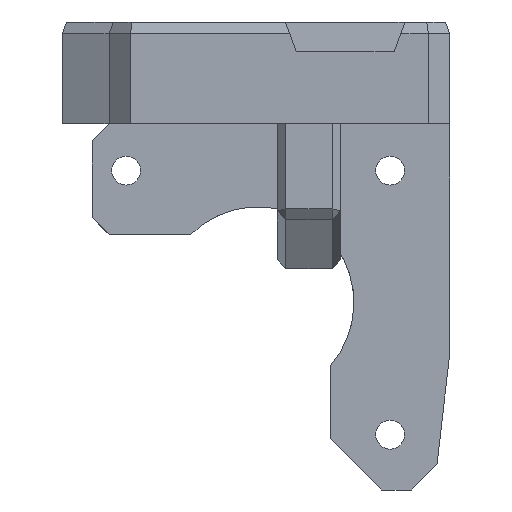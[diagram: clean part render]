
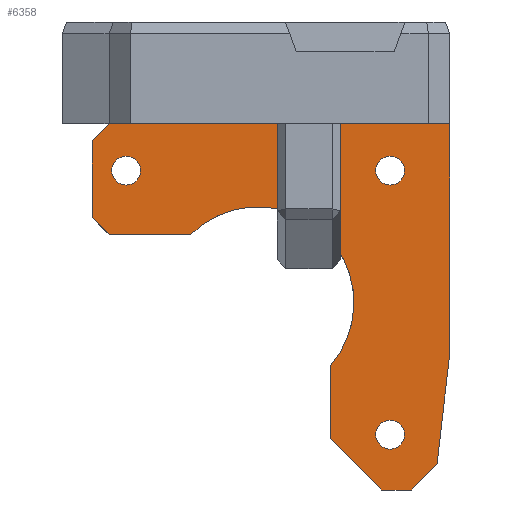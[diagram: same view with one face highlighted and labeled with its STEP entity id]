
A CAD part, left-side view. The second image highlights one B-rep face of the part: STEP entity #6358.
In plain terms, the highlighted planar face has unit normal (-1, 0, 0).
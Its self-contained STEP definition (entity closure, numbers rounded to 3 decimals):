
#84=FACE_BOUND('',#2534,.T.);
#85=FACE_BOUND('',#2535,.T.);
#86=FACE_BOUND('',#2536,.T.);
#216=PLANE('',#6808);
#675=LINE('',#9618,#1449);
#678=LINE('',#9623,#1452);
#681=LINE('',#9629,#1455);
#689=LINE('',#9654,#1463);
#691=LINE('',#9658,#1465);
#694=LINE('',#9663,#1468);
#695=LINE('',#9665,#1469);
#697=LINE('',#9669,#1471);
#699=LINE('',#9673,#1473);
#700=LINE('',#9675,#1474);
#701=LINE('',#9677,#1475);
#1449=VECTOR('',#7650,10.);
#1452=VECTOR('',#7655,10.);
#1455=VECTOR('',#7660,10.);
#1463=VECTOR('',#7690,10.);
#1465=VECTOR('',#7694,10.);
#1468=VECTOR('',#7699,10.);
#1469=VECTOR('',#7702,10.);
#1471=VECTOR('',#7706,10.);
#1473=VECTOR('',#7710,10.);
#1474=VECTOR('',#7713,10.);
#1475=VECTOR('',#7716,10.);
#2147=FACE_OUTER_BOUND('',#2533,.T.);
#2533=EDGE_LOOP('',(#5040,#5041,#5042,#5043,#5044,#5045,#5046,#5047,#5048,
#5049,#5050,#5051));
#2534=EDGE_LOOP('',(#5052));
#2535=EDGE_LOOP('',(#5053));
#2536=EDGE_LOOP('',(#5054));
#2850=CIRCLE('',#6794,11.25);
#2851=CIRCLE('',#6796,1.7);
#2852=CIRCLE('',#6798,1.7);
#2853=CIRCLE('',#6800,1.7);
#2983=VERTEX_POINT('',#9017);
#3131=VERTEX_POINT('',#9615);
#3132=VERTEX_POINT('',#9617);
#3133=VERTEX_POINT('',#9621);
#3135=VERTEX_POINT('',#9627);
#3136=VERTEX_POINT('',#9635);
#3137=VERTEX_POINT('',#9637);
#3138=VERTEX_POINT('',#9641);
#3139=VERTEX_POINT('',#9645);
#3140=VERTEX_POINT('',#9649);
#3141=VERTEX_POINT('',#9653);
#3142=VERTEX_POINT('',#9657);
#3143=VERTEX_POINT('',#9661);
#3144=VERTEX_POINT('',#9667);
#3145=VERTEX_POINT('',#9671);
#3817=EDGE_CURVE('',#3131,#3132,#675,.T.);
#3820=EDGE_CURVE('',#3133,#3131,#678,.T.);
#3823=EDGE_CURVE('',#3135,#3133,#681,.T.);
#3828=EDGE_CURVE('',#3136,#3137,#2850,.T.);
#3830=EDGE_CURVE('',#3138,#3138,#2851,.T.);
#3832=EDGE_CURVE('',#3139,#3139,#2852,.T.);
#3834=EDGE_CURVE('',#3140,#3140,#2853,.T.);
#3836=EDGE_CURVE('',#3141,#2983,#689,.T.);
#3838=EDGE_CURVE('',#3142,#3141,#691,.T.);
#3841=EDGE_CURVE('',#3143,#3142,#694,.T.);
#3842=EDGE_CURVE('',#3137,#3143,#695,.T.);
#3844=EDGE_CURVE('',#3144,#3136,#697,.T.);
#3846=EDGE_CURVE('',#3145,#3144,#699,.T.);
#3847=EDGE_CURVE('',#3132,#3145,#700,.T.);
#3848=EDGE_CURVE('',#2983,#3135,#701,.T.);
#5040=ORIENTED_EDGE('',*,*,#3848,.F.);
#5041=ORIENTED_EDGE('',*,*,#3836,.F.);
#5042=ORIENTED_EDGE('',*,*,#3838,.F.);
#5043=ORIENTED_EDGE('',*,*,#3841,.F.);
#5044=ORIENTED_EDGE('',*,*,#3842,.F.);
#5045=ORIENTED_EDGE('',*,*,#3828,.F.);
#5046=ORIENTED_EDGE('',*,*,#3844,.F.);
#5047=ORIENTED_EDGE('',*,*,#3846,.F.);
#5048=ORIENTED_EDGE('',*,*,#3847,.F.);
#5049=ORIENTED_EDGE('',*,*,#3817,.F.);
#5050=ORIENTED_EDGE('',*,*,#3820,.F.);
#5051=ORIENTED_EDGE('',*,*,#3823,.F.);
#5052=ORIENTED_EDGE('',*,*,#3830,.T.);
#5053=ORIENTED_EDGE('',*,*,#3832,.T.);
#5054=ORIENTED_EDGE('',*,*,#3834,.T.);
#6358=ADVANCED_FACE('',(#2147,#84,#85,#86),#216,.F.);
#6794=AXIS2_PLACEMENT_3D('',#9638,#7670,#7671);
#6796=AXIS2_PLACEMENT_3D('',#9642,#7675,#7676);
#6798=AXIS2_PLACEMENT_3D('',#9646,#7680,#7681);
#6800=AXIS2_PLACEMENT_3D('',#9650,#7685,#7686);
#6808=AXIS2_PLACEMENT_3D('',#9676,#7714,#7715);
#7650=DIRECTION('',(0.,0.707,-0.707));
#7655=DIRECTION('',(0.,0.115,-0.993));
#7660=DIRECTION('',(0.,0.,-1.));
#7670=DIRECTION('center_axis',(-1.,0.,0.));
#7671=DIRECTION('ref_axis',(0.,-1.,0.));
#7675=DIRECTION('center_axis',(1.,0.,0.));
#7676=DIRECTION('ref_axis',(0.,-1.,0.));
#7680=DIRECTION('center_axis',(1.,0.,0.));
#7681=DIRECTION('ref_axis',(0.,-1.,0.));
#7685=DIRECTION('center_axis',(1.,0.,0.));
#7686=DIRECTION('ref_axis',(0.,-1.,0.));
#7690=DIRECTION('',(0.,-0.707,0.707));
#7694=DIRECTION('',(0.,0.,1.));
#7699=DIRECTION('',(0.,0.707,0.707));
#7702=DIRECTION('',(0.,1.,0.));
#7706=DIRECTION('',(0.,0.,1.));
#7710=DIRECTION('',(0.,0.707,0.707));
#7713=DIRECTION('',(0.,1.,0.));
#7714=DIRECTION('center_axis',(1.,0.,0.));
#7715=DIRECTION('ref_axis',(0.,0.,-1.));
#7716=DIRECTION('',(0.,-1.,0.));
#9017=CARTESIAN_POINT('',(50.,-0.5,0.));
#9615=CARTESIAN_POINT('',(50.,-39.,-40.));
#9617=CARTESIAN_POINT('',(50.,-36.,-43.));
#9618=CARTESIAN_POINT('',(50.,-39.,-40.));
#9621=CARTESIAN_POINT('',(50.,-40.5,-27.));
#9623=CARTESIAN_POINT('',(50.,-40.5,-27.));
#9627=CARTESIAN_POINT('',(50.,-40.5,0.));
#9629=CARTESIAN_POINT('',(50.,-40.5,0.));
#9635=CARTESIAN_POINT('',(50.,-26.5,-28.37));
#9637=CARTESIAN_POINT('',(50.,-10.09,-13.));
#9638=CARTESIAN_POINT('Origin',(50.,-18.,-21.));
#9641=CARTESIAN_POINT('',(50.,-31.8,-36.5));
#9642=CARTESIAN_POINT('Origin',(50.,-33.5,-36.5));
#9645=CARTESIAN_POINT('',(50.,-31.8,-5.5));
#9646=CARTESIAN_POINT('Origin',(50.,-33.5,-5.5));
#9649=CARTESIAN_POINT('',(50.,-0.8,-5.5));
#9650=CARTESIAN_POINT('Origin',(50.,-2.5,-5.5));
#9653=CARTESIAN_POINT('',(50.,1.5,-2.));
#9654=CARTESIAN_POINT('',(50.,1.5,-2.));
#9657=CARTESIAN_POINT('',(50.,1.5,-11.));
#9658=CARTESIAN_POINT('',(50.,1.5,-11.));
#9661=CARTESIAN_POINT('',(50.,-0.5,-13.));
#9663=CARTESIAN_POINT('',(50.,-0.5,-13.));
#9665=CARTESIAN_POINT('',(50.,-10.09,-13.));
#9667=CARTESIAN_POINT('',(50.,-26.5,-37.));
#9669=CARTESIAN_POINT('',(50.,-26.5,-37.));
#9671=CARTESIAN_POINT('',(50.,-32.5,-43.));
#9673=CARTESIAN_POINT('',(50.,-32.5,-43.));
#9675=CARTESIAN_POINT('',(50.,-36.,-43.));
#9676=CARTESIAN_POINT('Origin',(50.,-24.645,-15.321));
#9677=CARTESIAN_POINT('',(50.,-21.793,0.));
